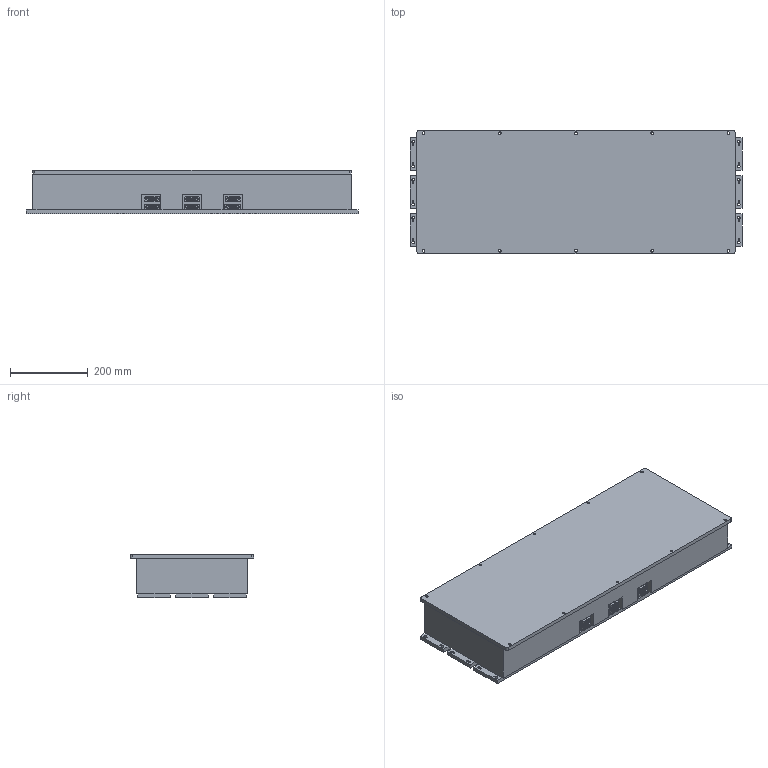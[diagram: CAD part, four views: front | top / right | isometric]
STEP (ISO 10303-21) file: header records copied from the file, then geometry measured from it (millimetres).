
FILE_DESCRIPTION(/* description */ ('Unknown'),/* implementation_level */ '2;1');
FILE_NAME(/* name */ 'AVI-600XL-LP',/* time_stamp */ '2021-03-01T09:41:44+01:00',/* author */ ('Unknown'),/* organization */ ('Unknown'),/* preprocessor_version */ 'ST-DEVELOPER v16.7',/* originating_system */ 'Solid Edge',/* authorisation */ 'Unknown');
FILE_SCHEMA (('AUTOMOTIVE_DESIGN {1 0 10303 214 3 1 1}'));
Length unit declared in the file: millimetre
Products named in the file (4): AVI-600XL-LP; D sub 15 S female; D sub 15 P male
Assembly tree (7 placements, depth 2):
  AVI-600XL-LP
    AVI-600XL-LP
    D sub 15 S female  x3
    D sub 15 P male  x3
Bounding box: 856 x 318 x 112.5 mm (x, y, z)
Volume: 26233192 mm3; surface area: 1325685.3 mm2
Topology: 8 solids, 8 shells, 1991 faces, 4833 edges, 3092 vertices
Faces by surface type: plane 1134, cylinder 656, torus 96, bspline 60, sphere 45
Full cylindrical faces by diameter (mm): 0.991 x90, 1.016 x90, 1.524 x90, 3.048 x12, 4.134 x12, 6.5 x12, 7 x10
Entity records: 23794 total; most frequent: CARTESIAN_POINT 4685, DIRECTION 3564, ORIENTED_EDGE 3196, EDGE_CURVE 1598, AXIS2_PLACEMENT_3D 1293, VERTEX_POINT 1102, EDGE_LOOP 1022, FACE_BOUND 1022
